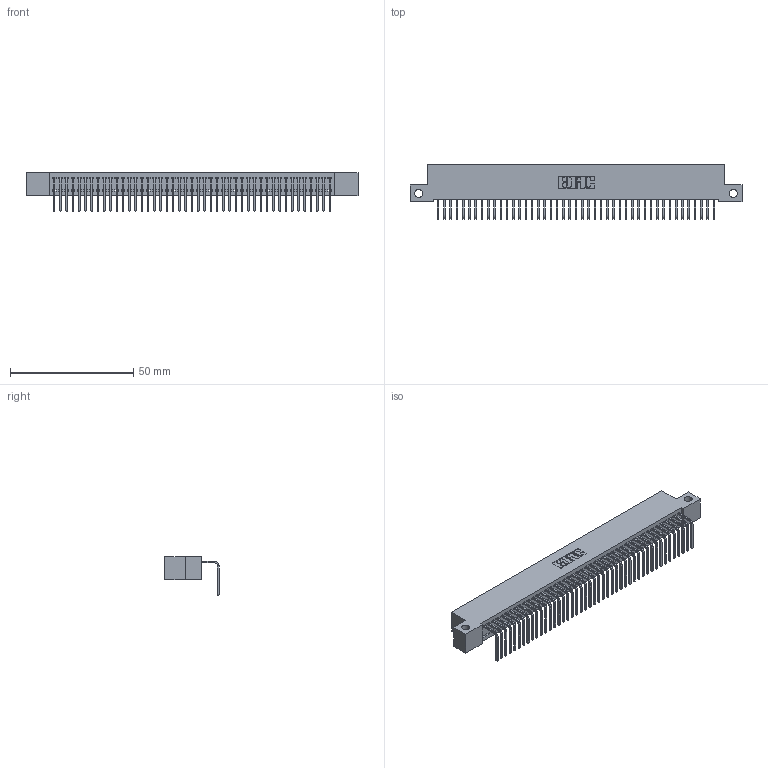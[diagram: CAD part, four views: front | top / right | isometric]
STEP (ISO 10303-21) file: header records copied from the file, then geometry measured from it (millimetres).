
FILE_DESCRIPTION (( 'STEP AP203' ), '1' );
FILE_NAME ('392-045-558-112.STEP', '2019-10-07T23:12:47', ( '' ), ( '' ), 'SwSTEP 2.0', 'SolidWorks 2016', '' );
FILE_SCHEMA (( 'CONFIG_CONTROL_DESIGN' ));
Length unit declared in the file: inch
Products named in the file (3): 342 Part_Side Mount; 345-292-001_558 Tail - 2; 392-045-558-112
Assembly tree (46 placements, depth 2):
  392-045-558-112
    342 Part_Side Mount
    345-292-001_558 Tail - 2  x45
Bounding box: 134.62 x 21.91 x 15.62 mm (x, y, z)
Volume: 11890.5 mm3; surface area: 18205.1 mm2
Topology: 46 solids, 46 shells, 2810 faces, 8489 edges, 5598 vertices
Faces by surface type: plane 2046, cylinder 764
Entity records: 27077 total; most frequent: CARTESIAN_POINT 4677, ORIENTED_EDGE 4658, DIRECTION 3939, EDGE_CURVE 2329, VECTOR 2201, LINE 2201, VERTEX_POINT 1550, AXIS2_PLACEMENT_3D 869
